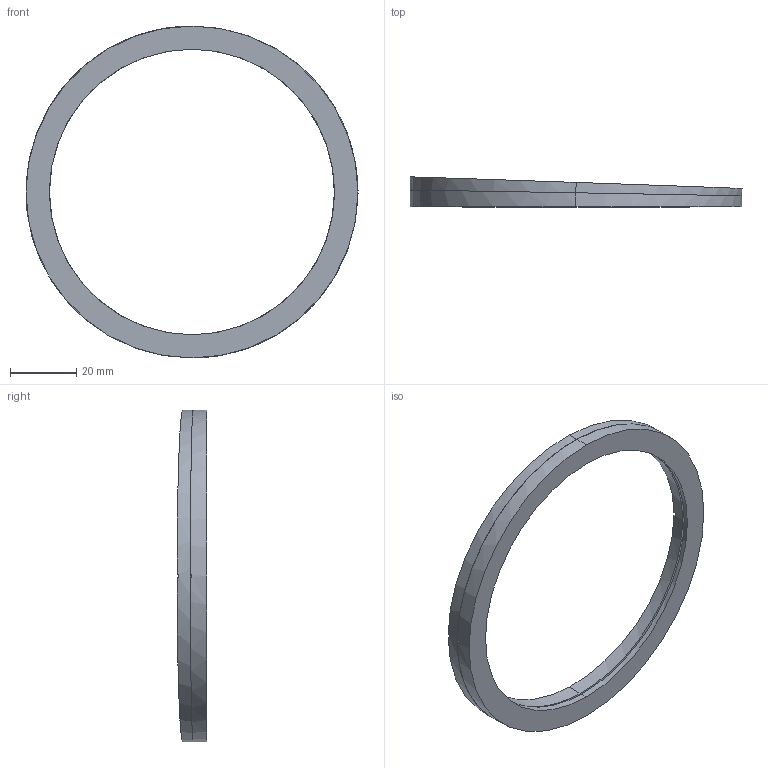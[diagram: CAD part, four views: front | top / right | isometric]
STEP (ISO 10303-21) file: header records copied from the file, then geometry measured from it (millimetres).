
FILE_DESCRIPTION (( 'STEP AP214' ), '1' );
FILE_NAME ('Q10_ANGLE-0-2-100.STEP', '2023-05-26T09:03:48', ( '' ), ( '' ), 'SwSTEP 2.0', 'SolidWorks 2019', '' );
FILE_SCHEMA (( 'AUTOMOTIVE_DESIGN' ));
Length unit declared in the file: millimetre
Products named in the file (3): Q10_ANGLE-0-2-100.P1; Q10_ANGLE-0-2-100.P2; Q10_ANGLE-0-2-100
Assembly tree (2 placements, depth 2):
  Q10_ANGLE-0-2-100
    Q10_ANGLE-0-2-100.P1
    Q10_ANGLE-0-2-100.P2
Bounding box: 100.02 x 9 x 100 mm (x, y, z)
Volume: 14513.5 mm3; surface area: 13212.4 mm2
Topology: 2 solids, 2 shells, 34 faces, 88 edges, 58 vertices
Faces by surface type: plane 20, cylinder 12, cone 2
Entity records: 1164 total; most frequent: CARTESIAN_POINT 221, DIRECTION 184, ORIENTED_EDGE 176, EDGE_CURVE 88, AXIS2_PLACEMENT_3D 69, VERTEX_POINT 58, VECTOR 46, LINE 46
